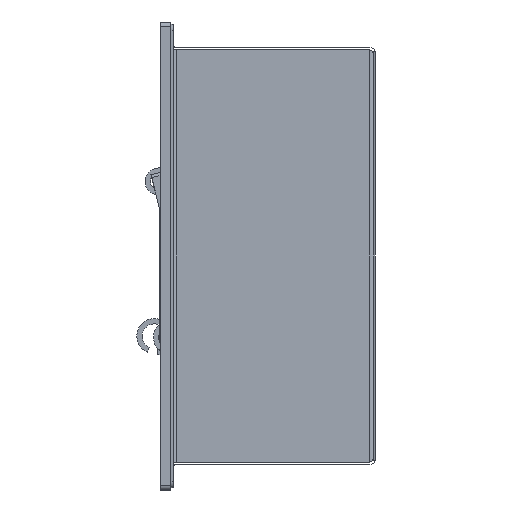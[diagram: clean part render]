
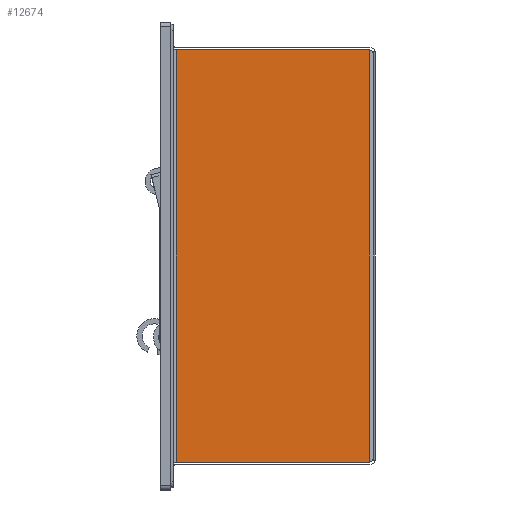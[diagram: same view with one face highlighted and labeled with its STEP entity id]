
A CAD part, left-side view. The second image highlights one B-rep face of the part: STEP entity #12674.
In plain terms, the highlighted planar face has unit normal (-1, 0, 0).
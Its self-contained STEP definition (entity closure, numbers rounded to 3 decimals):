
#16 = EDGE_CURVE ( 'NONE', #7730, #13221, #4143, .T. ) ;
#434 = ORIENTED_EDGE ( 'NONE', *, *, #11727, .T. ) ;
#501 = LINE ( 'NONE', #12638, #7672 ) ;
#882 = LINE ( 'NONE', #3213, #9764 ) ;
#1301 = VECTOR ( 'NONE', #10174, 1000. ) ;
#2858 = DIRECTION ( 'NONE',  ( 0., 1., 0. ) ) ;
#2908 = CARTESIAN_POINT ( 'NONE',  ( -463., -98.5, 96.9 ) ) ;
#3213 = CARTESIAN_POINT ( 'NONE',  ( -463., -7.5, 0. ) ) ;
#4143 = LINE ( 'NONE', #15178, #11499 ) ;
#4342 = DIRECTION ( 'NONE',  ( 0., 0., -1. ) ) ;
#4782 = AXIS2_PLACEMENT_3D ( 'NONE', #6381, #6180, #14649 ) ;
#5179 = PLANE ( 'NONE',  #4782 ) ;
#5470 = CARTESIAN_POINT ( 'NONE',  ( -463., -7.5, -96.9 ) ) ;
#5929 = EDGE_LOOP ( 'NONE', ( #7093, #15296, #6501, #434 ) ) ;
#6180 = DIRECTION ( 'NONE',  ( 1., 0., 0. ) ) ;
#6381 = CARTESIAN_POINT ( 'NONE',  ( -463., -100., 98. ) ) ;
#6501 = ORIENTED_EDGE ( 'NONE', *, *, #16, .F. ) ;
#6616 = EDGE_CURVE ( 'NONE', #13221, #10866, #501, .T. ) ;
#6732 = CARTESIAN_POINT ( 'NONE',  ( -463., -98.5, -96.9 ) ) ;
#7093 = ORIENTED_EDGE ( 'NONE', *, *, #13865, .F. ) ;
#7672 = VECTOR ( 'NONE', #2858, 1000. ) ;
#7730 = VERTEX_POINT ( 'NONE', #2908 ) ;
#7840 = CARTESIAN_POINT ( 'NONE',  ( -463., -98.5, 96.9 ) ) ;
#9764 = VECTOR ( 'NONE', #10181, 1000. ) ;
#10174 = DIRECTION ( 'NONE',  ( 0., 1., 0. ) ) ;
#10181 = DIRECTION ( 'NONE',  ( 0., 0., 1. ) ) ;
#10866 = VERTEX_POINT ( 'NONE', #5470 ) ;
#11499 = VECTOR ( 'NONE', #4342, 1000. ) ;
#11727 = EDGE_CURVE ( 'NONE', #7730, #14714, #14568, .T. ) ;
#12638 = CARTESIAN_POINT ( 'NONE',  ( -463., -98.5, -96.9 ) ) ;
#12674 = ADVANCED_FACE ( 'NONE', ( #14899 ), #5179, .F. ) ;
#13221 = VERTEX_POINT ( 'NONE', #6732 ) ;
#13691 = CARTESIAN_POINT ( 'NONE',  ( -463., -7.5, 96.9 ) ) ;
#13865 = EDGE_CURVE ( 'NONE', #10866, #14714, #882, .T. ) ;
#14568 = LINE ( 'NONE', #7840, #1301 ) ;
#14649 = DIRECTION ( 'NONE',  ( 0., 1., 0. ) ) ;
#14714 = VERTEX_POINT ( 'NONE', #13691 ) ;
#14899 = FACE_OUTER_BOUND ( 'NONE', #5929, .T. ) ;
#15178 = CARTESIAN_POINT ( 'NONE',  ( -463., -98.5, 0. ) ) ;
#15296 = ORIENTED_EDGE ( 'NONE', *, *, #6616, .F. ) ;
